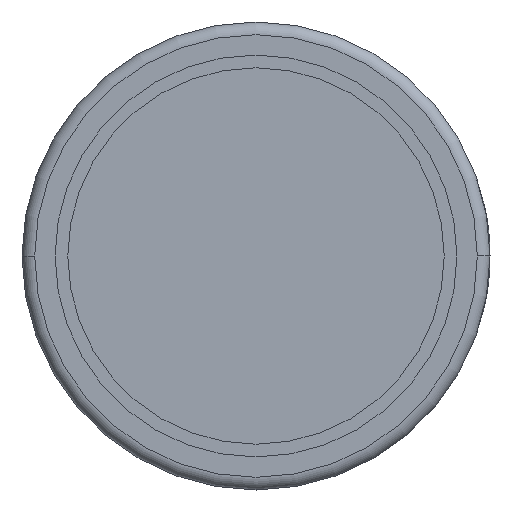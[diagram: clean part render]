
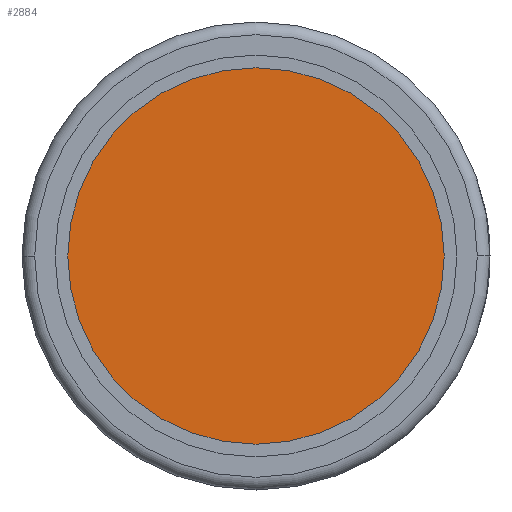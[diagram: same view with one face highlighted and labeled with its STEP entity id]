
A CAD part, front view. The second image highlights one B-rep face of the part: STEP entity #2884.
In plain terms, the highlighted planar face has unit normal (0, -1, 0).
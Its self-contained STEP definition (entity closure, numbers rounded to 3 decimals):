
#90 = FACE_OUTER_BOUND ( 'NONE', #1493, .T. ) ;
#194 = CARTESIAN_POINT ( 'NONE',  ( 7.4, 0., 0. ) ) ;
#463 = CARTESIAN_POINT ( 'NONE',  ( 0., 0., 0. ) ) ;
#507 = VERTEX_POINT ( 'NONE', #637 ) ;
#637 = CARTESIAN_POINT ( 'NONE',  ( -7.4, 0., 0. ) ) ;
#706 = DIRECTION ( 'NONE',  ( 0., 1., 0. ) ) ;
#715 = CARTESIAN_POINT ( 'NONE',  ( 0., 0., 0. ) ) ;
#724 = AXIS2_PLACEMENT_3D ( 'NONE', #1146, #1698, #2938 ) ;
#965 = DIRECTION ( 'NONE',  ( 0., 1., 0. ) ) ;
#1146 = CARTESIAN_POINT ( 'NONE',  ( 0., 0., 0. ) ) ;
#1493 = EDGE_LOOP ( 'NONE', ( #2105, #2215 ) ) ;
#1698 = DIRECTION ( 'NONE',  ( 0., 1., 0. ) ) ;
#2022 = EDGE_CURVE ( 'NONE', #2837, #507, #3039, .T. ) ;
#2105 = ORIENTED_EDGE ( 'NONE', *, *, #2856, .F. ) ;
#2158 = AXIS2_PLACEMENT_3D ( 'NONE', #463, #965, #3252 ) ;
#2197 = PLANE ( 'NONE',  #2394 ) ;
#2215 = ORIENTED_EDGE ( 'NONE', *, *, #2022, .F. ) ;
#2394 = AXIS2_PLACEMENT_3D ( 'NONE', #715, #706, #2472 ) ;
#2472 = DIRECTION ( 'NONE',  ( -1., 0., 0. ) ) ;
#2726 = CIRCLE ( 'NONE', #724, 7.4 ) ;
#2837 = VERTEX_POINT ( 'NONE', #194 ) ;
#2856 = EDGE_CURVE ( 'NONE', #507, #2837, #2726, .T. ) ;
#2884 = ADVANCED_FACE ( 'NONE', ( #90 ), #2197, .F. ) ;
#2938 = DIRECTION ( 'NONE',  ( -1., 0., 0. ) ) ;
#3039 = CIRCLE ( 'NONE', #2158, 7.4 ) ;
#3252 = DIRECTION ( 'NONE',  ( -1., 0., 0. ) ) ;
